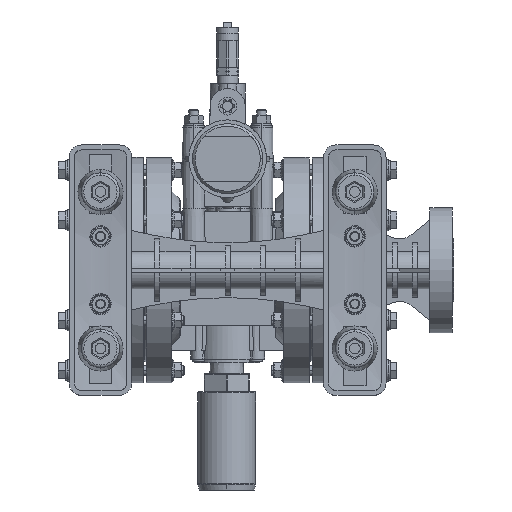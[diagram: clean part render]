
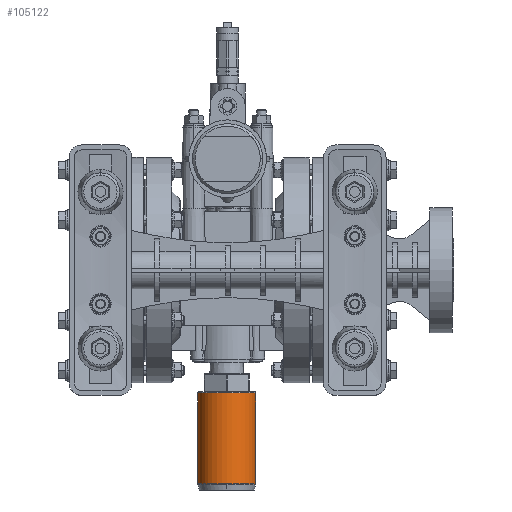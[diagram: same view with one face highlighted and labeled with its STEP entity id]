
A CAD part, front view. The second image highlights one B-rep face of the part: STEP entity #105122.
In plain terms, the highlighted cylindrical face has radius 23 mm (diameter 46 mm), a partial arc.
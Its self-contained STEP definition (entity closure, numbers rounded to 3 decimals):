
#105122 = ADVANCED_FACE ( 'NONE', ( #118493 ), #118479, .T. ) ;
#105124 = EDGE_LOOP ( 'NONE', ( #105126, #105128, #105130, #105132 ) ) ;
#105126 = ORIENTED_EDGE ( 'NONE', *, *, #105554, .F. ) ;
#105128 = ORIENTED_EDGE ( 'NONE', *, *, #105163, .T. ) ;
#105130 = ORIENTED_EDGE ( 'NONE', *, *, #105560, .T. ) ;
#105132 = ORIENTED_EDGE ( 'NONE', *, *, #105134, .T. ) ;
#105134 = EDGE_CURVE ( 'NONE', #105437, #105436, #118600, .T. ) ;
#105163 = EDGE_CURVE ( 'NONE', #105552, #105551, #118650, .T. ) ;
#105436 = VERTEX_POINT ( 'NONE', #119396 ) ;
#105437 = VERTEX_POINT ( 'NONE', #119395 ) ;
#105551 = VERTEX_POINT ( 'NONE', #119887 ) ;
#105552 = VERTEX_POINT ( 'NONE', #119885 ) ;
#105554 = EDGE_CURVE ( 'NONE', #105552, #105436, #119878, .T. ) ;
#105560 = EDGE_CURVE ( 'NONE', #105551, #105437, #119867, .T. ) ;
#118471 = AXIS2_PLACEMENT_3D ( 'NONE', #118583, #118581, #118579 ) ;
#118474 = DIRECTION ( 'NONE',  ( 1., 0., 0. ) ) ;
#118476 = DIRECTION ( 'NONE',  ( 0., 0., 1. ) ) ;
#118477 = AXIS2_PLACEMENT_3D ( 'NONE', #118484, #118476, #118474 ) ;
#118479 = CYLINDRICAL_SURFACE ( 'NONE', #118477, 23. ) ;
#118484 = CARTESIAN_POINT ( 'NONE',  ( -0.656, 0., -170.47 ) ) ;
#118493 = FACE_OUTER_BOUND ( 'NONE', #105124, .T. ) ;
#118579 = DIRECTION ( 'NONE',  ( 1., 0., 0. ) ) ;
#118581 = DIRECTION ( 'NONE',  ( 0., 0., -1. ) ) ;
#118583 = CARTESIAN_POINT ( 'NONE',  ( -0.656, 0., -97.97 ) ) ;
#118600 = CIRCLE ( 'NONE', #118471, 23. ) ;
#118645 = DIRECTION ( 'NONE',  ( 1., 0., 0. ) ) ;
#118646 = DIRECTION ( 'NONE',  ( 0., 0., 1. ) ) ;
#118648 = CARTESIAN_POINT ( 'NONE',  ( -0.656, 0., -170.47 ) ) ;
#118649 = AXIS2_PLACEMENT_3D ( 'NONE', #118648, #118646, #118645 ) ;
#118650 = CIRCLE ( 'NONE', #118649, 23. ) ;
#119395 = CARTESIAN_POINT ( 'NONE',  ( 22.344, 0., -97.97 ) ) ;
#119396 = CARTESIAN_POINT ( 'NONE',  ( -23.656, 0., -97.97 ) ) ;
#119861 = DIRECTION ( 'NONE',  ( 0., 0., 1. ) ) ;
#119863 = VECTOR ( 'NONE', #119861, 1000. ) ;
#119865 = CARTESIAN_POINT ( 'NONE',  ( 22.344, 0., -170.47 ) ) ;
#119867 = LINE ( 'NONE', #119865, #119863 ) ;
#119873 = DIRECTION ( 'NONE',  ( 0., 0., 1. ) ) ;
#119875 = VECTOR ( 'NONE', #119873, 1000. ) ;
#119877 = CARTESIAN_POINT ( 'NONE',  ( -23.656, 0., -170.47 ) ) ;
#119878 = LINE ( 'NONE', #119877, #119875 ) ;
#119885 = CARTESIAN_POINT ( 'NONE',  ( -23.656, 0., -170.47 ) ) ;
#119887 = CARTESIAN_POINT ( 'NONE',  ( 22.344, 0., -170.47 ) ) ;
